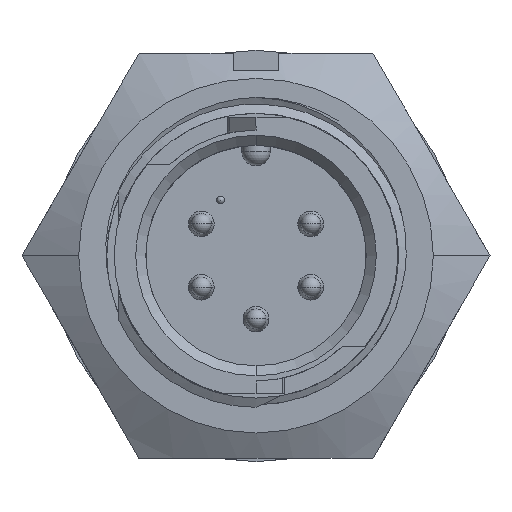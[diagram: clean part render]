
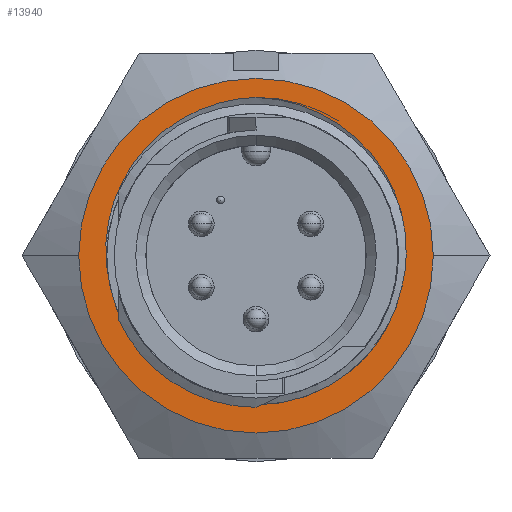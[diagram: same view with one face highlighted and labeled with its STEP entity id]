
A CAD part, top view. The second image highlights one B-rep face of the part: STEP entity #13940.
In plain terms, the highlighted planar face has unit normal (0, 0, 1).
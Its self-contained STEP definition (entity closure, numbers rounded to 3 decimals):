
#16 = VERTEX_POINT ( 'NONE', #14205 ) ;
#28 = CARTESIAN_POINT ( 'NONE',  ( 0., 7.938, -5.28 ) ) ;
#574 = AXIS2_PLACEMENT_3D ( 'NONE', #7933, #12907, #1805 ) ;
#601 = CARTESIAN_POINT ( 'NONE',  ( 4.269, 6.536, -5.28 ) ) ;
#834 = CARTESIAN_POINT ( 'NONE',  ( 7.047, 2.994, -5.28 ) ) ;
#1416 = CARTESIAN_POINT ( 'NONE',  ( -7.517, -0.343, -5.28 ) ) ;
#1503 = CARTESIAN_POINT ( 'NONE',  ( -7.334, -1.47, -5.28 ) ) ;
#1660 = VERTEX_POINT ( 'NONE', #12240 ) ;
#1724 = CARTESIAN_POINT ( 'NONE',  ( 0., 0., -5.28 ) ) ;
#1805 = DIRECTION ( 'NONE',  ( -1., 0., 0. ) ) ;
#1914 = CARTESIAN_POINT ( 'NONE',  ( 1.417, 7.769, -5.28 ) ) ;
#1988 = CARTESIAN_POINT ( 'NONE',  ( 6.557, 4.028, -5.28 ) ) ;
#2055 = DIRECTION ( 'NONE',  ( 0., 0., -1. ) ) ;
#2071 = CARTESIAN_POINT ( 'NONE',  ( 0.286, 7.929, -5.28 ) ) ;
#2496 = CARTESIAN_POINT ( 'NONE',  ( -7.536, 0.794, -5.28 ) ) ;
#2721 = DIRECTION ( 'NONE',  ( 1., 0., 0. ) ) ;
#2740 = CARTESIAN_POINT ( 'NONE',  ( -3.795, 6.844, -5.28 ) ) ;
#2881 = DIRECTION ( 'NONE',  ( 0., 0., 1. ) ) ;
#3373 = CARTESIAN_POINT ( 'NONE',  ( 0.57, 7.904, -5.28 ) ) ;
#3424 = VERTEX_POINT ( 'NONE', #13110 ) ;
#3860 = EDGE_CURVE ( 'NONE', #15180, #16, #5176, .T. ) ;
#3870 = CARTESIAN_POINT ( 'NONE',  ( -0.572, 7.92, -5.28 ) ) ;
#4360 = CARTESIAN_POINT ( 'NONE',  ( 7.334, -1.47, -5.28 ) ) ;
#4455 = AXIS2_PLACEMENT_3D ( 'NONE', #1724, #2881, #2721 ) ;
#4508 = CARTESIAN_POINT ( 'NONE',  ( 2.242, 7.558, -5.28 ) ) ;
#4661 = PLANE ( 'NONE',  #10358 ) ;
#4748 = FACE_BOUND ( 'NONE', #7576, .T. ) ;
#4753 = DIRECTION ( 'NONE',  ( -1., 0., 0. ) ) ;
#4815 = EDGE_CURVE ( 'NONE', #9308, #1660, #6310, .T. ) ;
#4925 = CARTESIAN_POINT ( 'NONE',  ( -1.142, 7.839, -5.28 ) ) ;
#5176 = B_SPLINE_CURVE_WITH_KNOTS ( 'NONE', 3,
 ( #13249, #2071, #3373, #13333, #1914, #4508, #5585, #5658, #601, #15704, #7045, #6963, #1988, #834, #9339, #12019, #11941, #8355, #13093, #4360 ),
 .UNSPECIFIED., .F., .F.,
 ( 4, 2, 2, 2, 2, 2, 2, 2, 2, 4 ),
 ( 0., 0.001, 0.002, 0.003, 0.005, 0.007, 0.009, 0.01, 0.012, 0.014 ),
 .UNSPECIFIED. ) ;
#5585 = CARTESIAN_POINT ( 'NONE',  ( 2.774, 7.36, -5.28 ) ) ;
#5658 = CARTESIAN_POINT ( 'NONE',  ( 3.795, 6.845, -5.28 ) ) ;
#5744 = ORIENTED_EDGE ( 'NONE', *, *, #11366, .T. ) ;
#6058 = CARTESIAN_POINT ( 'NONE',  ( 0., 0., -5.28 ) ) ;
#6177 = CIRCLE ( 'NONE', #14010, 8.89 ) ;
#6228 = CARTESIAN_POINT ( 'NONE',  ( -6.555, 4.03, -5.28 ) ) ;
#6310 = CIRCLE ( 'NONE', #574, 8.89 ) ;
#6474 = CARTESIAN_POINT ( 'NONE',  ( -5.156, 5.813, -5.28 ) ) ;
#6963 = CARTESIAN_POINT ( 'NONE',  ( 6.255, 4.516, -5.28 ) ) ;
#7045 = CARTESIAN_POINT ( 'NONE',  ( 5.55, 5.413, -5.28 ) ) ;
#7576 = EDGE_LOOP ( 'NONE', ( #5744, #14333, #11727 ) ) ;
#7633 = CARTESIAN_POINT ( 'NONE',  ( -7.04, 3.009, -5.28 ) ) ;
#7711 = CARTESIAN_POINT ( 'NONE',  ( -7.4, -1.192, -5.28 ) ) ;
#7933 = CARTESIAN_POINT ( 'NONE',  ( 0., 0., -5.28 ) ) ;
#8355 = CARTESIAN_POINT ( 'NONE',  ( 7.532, -0.351, -5.28 ) ) ;
#8380 = CIRCLE ( 'NONE', #4455, 7.48 ) ;
#8424 = CARTESIAN_POINT ( 'NONE',  ( -5.866, -10.16, -5.28 ) ) ;
#8505 = DIRECTION ( 'NONE',  ( -1., 0., 0. ) ) ;
#8924 = CARTESIAN_POINT ( 'NONE',  ( 0., 7.938, -5.28 ) ) ;
#8932 = CARTESIAN_POINT ( 'NONE',  ( -7.45, -0.91, -5.28 ) ) ;
#9012 = CARTESIAN_POINT ( 'NONE',  ( -4.27, 6.536, -5.28 ) ) ;
#9308 = VERTEX_POINT ( 'NONE', #10349 ) ;
#9339 = CARTESIAN_POINT ( 'NONE',  ( 7.23, 2.457, -5.28 ) ) ;
#9642 = B_SPLINE_CURVE_WITH_KNOTS ( 'NONE', 3,
 ( #1503, #7711, #8932, #1416, #12684, #2496, #12520, #15132, #7633, #6228, #11215, #11132, #6474, #9012, #2740, #14889, #11456, #4925, #3870, #28 ),
 .UNSPECIFIED., .F., .F.,
 ( 4, 2, 2, 2, 2, 2, 2, 2, 2, 4 ),
 ( 0., 0.001, 0.002, 0.003, 0.005, 0.007, 0.009, 0.01, 0.012, 0.014 ),
 .UNSPECIFIED. ) ;
#9670 = EDGE_LOOP ( 'NONE', ( #10133, #12839 ) ) ;
#10133 = ORIENTED_EDGE ( 'NONE', *, *, #15017, .F. ) ;
#10349 = CARTESIAN_POINT ( 'NONE',  ( 8.89, 0., -5.28 ) ) ;
#10358 = AXIS2_PLACEMENT_3D ( 'NONE', #8424, #2055, #8505 ) ;
#10549 = EDGE_CURVE ( 'NONE', #3424, #16, #8380, .T. ) ;
#11132 = CARTESIAN_POINT ( 'NONE',  ( -5.552, 5.41, -5.28 ) ) ;
#11215 = CARTESIAN_POINT ( 'NONE',  ( -6.251, 4.521, -5.28 ) ) ;
#11289 = DIRECTION ( 'NONE',  ( 0., 0., -1. ) ) ;
#11366 = EDGE_CURVE ( 'NONE', #3424, #15180, #9642, .T. ) ;
#11456 = CARTESIAN_POINT ( 'NONE',  ( -2.248, 7.557, -5.28 ) ) ;
#11727 = ORIENTED_EDGE ( 'NONE', *, *, #10549, .F. ) ;
#11941 = CARTESIAN_POINT ( 'NONE',  ( 7.537, 0.781, -5.28 ) ) ;
#12019 = CARTESIAN_POINT ( 'NONE',  ( 7.475, 1.355, -5.28 ) ) ;
#12240 = CARTESIAN_POINT ( 'NONE',  ( -8.89, 0., -5.28 ) ) ;
#12520 = CARTESIAN_POINT ( 'NONE',  ( -7.475, 1.358, -5.28 ) ) ;
#12684 = CARTESIAN_POINT ( 'NONE',  ( -7.534, -0.057, -5.28 ) ) ;
#12839 = ORIENTED_EDGE ( 'NONE', *, *, #4815, .F. ) ;
#12907 = DIRECTION ( 'NONE',  ( 0., 0., -1. ) ) ;
#13093 = CARTESIAN_POINT ( 'NONE',  ( 7.466, -0.913, -5.28 ) ) ;
#13110 = CARTESIAN_POINT ( 'NONE',  ( -7.334, -1.47, -5.28 ) ) ;
#13249 = CARTESIAN_POINT ( 'NONE',  ( 0., 7.938, -5.28 ) ) ;
#13333 = CARTESIAN_POINT ( 'NONE',  ( 1.136, 7.824, -5.28 ) ) ;
#13940 = ADVANCED_FACE ( 'NONE', ( #4748, #15689 ), #4661, .F. ) ;
#14010 = AXIS2_PLACEMENT_3D ( 'NONE', #6058, #11289, #4753 ) ;
#14205 = CARTESIAN_POINT ( 'NONE',  ( 7.334, -1.47, -5.28 ) ) ;
#14333 = ORIENTED_EDGE ( 'NONE', *, *, #3860, .T. ) ;
#14889 = CARTESIAN_POINT ( 'NONE',  ( -2.787, 7.354, -5.28 ) ) ;
#15017 = EDGE_CURVE ( 'NONE', #1660, #9308, #6177, .T. ) ;
#15132 = CARTESIAN_POINT ( 'NONE',  ( -7.225, 2.475, -5.28 ) ) ;
#15180 = VERTEX_POINT ( 'NONE', #8924 ) ;
#15689 = FACE_OUTER_BOUND ( 'NONE', #9670, .T. ) ;
#15704 = CARTESIAN_POINT ( 'NONE',  ( 5.145, 5.822, -5.28 ) ) ;
